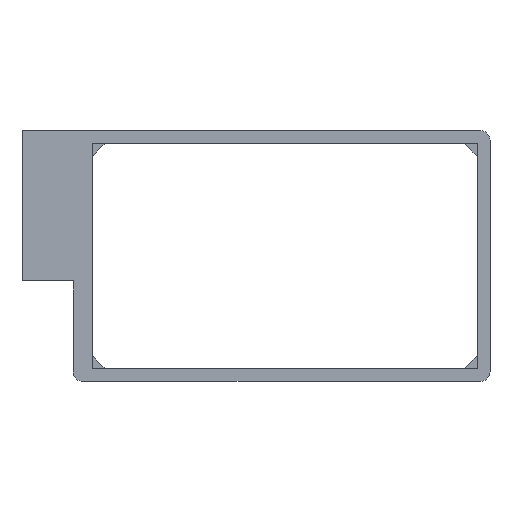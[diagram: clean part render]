
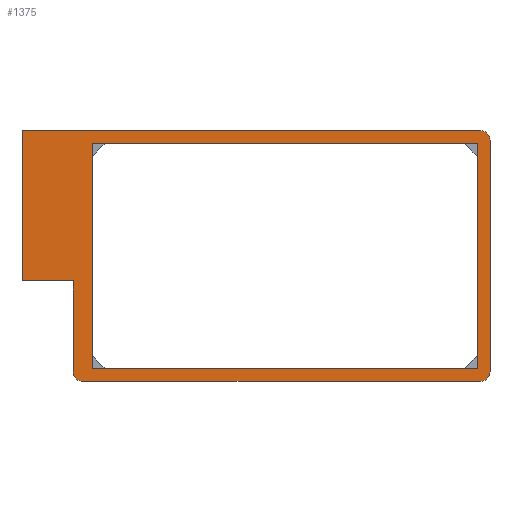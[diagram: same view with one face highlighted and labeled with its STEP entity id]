
A CAD part, top view. The second image highlights one B-rep face of the part: STEP entity #1375.
In plain terms, the highlighted planar face has unit normal (0, 0, 1).
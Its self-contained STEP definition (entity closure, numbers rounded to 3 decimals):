
#569 = EDGE_CURVE('',#570,#572,#574,.T.);
#570 = VERTEX_POINT('',#571);
#571 = CARTESIAN_POINT('',(5.,23.5,9.75));
#572 = VERTEX_POINT('',#573);
#573 = CARTESIAN_POINT('',(148.4,23.5,9.75));
#574 = LINE('',#575,#576);
#575 = CARTESIAN_POINT('',(21.,23.5,9.75));
#576 = VECTOR('',#577,1.);
#577 = DIRECTION('',(1.,0.,0.));
#602 = VERTEX_POINT('',#603);
#603 = CARTESIAN_POINT('',(151.4,20.5,9.75));
#609 = EDGE_CURVE('',#572,#602,#610,.T.);
#610 = CIRCLE('',#611,3.);
#611 = AXIS2_PLACEMENT_3D('',#612,#613,#614);
#612 = CARTESIAN_POINT('',(148.4,20.5,9.75));
#613 = DIRECTION('',(-0.,-0.,-1.));
#614 = DIRECTION('',(0.,-1.,0.));
#626 = VERTEX_POINT('',#627);
#627 = CARTESIAN_POINT('',(5.,-23.5,9.75));
#633 = EDGE_CURVE('',#626,#570,#634,.T.);
#634 = LINE('',#635,#636);
#635 = CARTESIAN_POINT('',(5.,-23.5,9.75));
#636 = VECTOR('',#637,1.);
#637 = DIRECTION('',(0.,1.,0.));
#660 = EDGE_CURVE('',#602,#661,#663,.T.);
#661 = VERTEX_POINT('',#662);
#662 = CARTESIAN_POINT('',(151.4,-51.9,9.75));
#663 = LINE('',#664,#665);
#664 = CARTESIAN_POINT('',(151.4,23.5,9.75));
#665 = VECTOR('',#666,1.);
#666 = DIRECTION('',(0.,-1.,0.));
#684 = VERTEX_POINT('',#685);
#685 = CARTESIAN_POINT('',(148.4,-54.9,9.75));
#691 = EDGE_CURVE('',#661,#684,#692,.T.);
#692 = CIRCLE('',#693,3.);
#693 = AXIS2_PLACEMENT_3D('',#694,#695,#696);
#694 = CARTESIAN_POINT('',(148.4,-51.9,9.75));
#695 = DIRECTION('',(-0.,-0.,-1.));
#696 = DIRECTION('',(0.,-1.,0.));
#709 = EDGE_CURVE('',#684,#710,#712,.T.);
#710 = VERTEX_POINT('',#711);
#711 = CARTESIAN_POINT('',(24.,-54.9,9.75));
#712 = LINE('',#713,#714);
#713 = CARTESIAN_POINT('',(151.4,-54.9,9.75));
#714 = VECTOR('',#715,1.);
#715 = DIRECTION('',(-1.,0.,0.));
#733 = VERTEX_POINT('',#734);
#734 = CARTESIAN_POINT('',(21.,-51.9,9.75));
#740 = EDGE_CURVE('',#710,#733,#741,.T.);
#741 = CIRCLE('',#742,3.);
#742 = AXIS2_PLACEMENT_3D('',#743,#744,#745);
#743 = CARTESIAN_POINT('',(24.,-51.9,9.75));
#744 = DIRECTION('',(-0.,-0.,-1.));
#745 = DIRECTION('',(0.,-1.,0.));
#758 = EDGE_CURVE('',#733,#759,#761,.T.);
#759 = VERTEX_POINT('',#760);
#760 = CARTESIAN_POINT('',(21.,-23.5,9.75));
#761 = LINE('',#762,#763);
#762 = CARTESIAN_POINT('',(21.,-54.9,9.75));
#763 = VECTOR('',#764,1.);
#764 = DIRECTION('',(0.,1.,0.));
#812 = EDGE_CURVE('',#759,#626,#813,.T.);
#813 = LINE('',#814,#815);
#814 = CARTESIAN_POINT('',(21.,-23.5,9.75));
#815 = VECTOR('',#816,1.);
#816 = DIRECTION('',(-1.,0.,0.));
#929 = VERTEX_POINT('',#930);
#930 = CARTESIAN_POINT('',(27.,-50.9,9.75));
#936 = EDGE_CURVE('',#929,#937,#939,.T.);
#937 = VERTEX_POINT('',#938);
#938 = CARTESIAN_POINT('',(27.,19.5,9.75));
#939 = LINE('',#940,#941);
#940 = CARTESIAN_POINT('',(27.,-50.9,9.75));
#941 = VECTOR('',#942,1.);
#942 = DIRECTION('',(0.,1.,0.));
#1032 = VERTEX_POINT('',#1033);
#1033 = CARTESIAN_POINT('',(147.4,-50.9,9.75));
#1039 = EDGE_CURVE('',#1032,#929,#1040,.T.);
#1040 = LINE('',#1041,#1042);
#1041 = CARTESIAN_POINT('',(147.4,-50.9,9.75));
#1042 = VECTOR('',#1043,1.);
#1043 = DIRECTION('',(-1.,0.,0.));
#1112 = VERTEX_POINT('',#1113);
#1113 = CARTESIAN_POINT('',(147.4,19.5,9.75));
#1119 = EDGE_CURVE('',#1112,#1032,#1120,.T.);
#1120 = LINE('',#1121,#1122);
#1121 = CARTESIAN_POINT('',(147.4,19.5,9.75));
#1122 = VECTOR('',#1123,1.);
#1123 = DIRECTION('',(0.,-1.,0.));
#1190 = EDGE_CURVE('',#937,#1112,#1191,.T.);
#1191 = LINE('',#1192,#1193);
#1192 = CARTESIAN_POINT('',(27.,19.5,9.75));
#1193 = VECTOR('',#1194,1.);
#1194 = DIRECTION('',(1.,0.,0.));
#1375 = ADVANCED_FACE('',(#1376,#1387),#1393,.T.);
#1376 = FACE_BOUND('',#1377,.T.);
#1377 = EDGE_LOOP('',(#1378,#1379,#1380,#1381,#1382,#1383,#1384,#1385,
    #1386));
#1378 = ORIENTED_EDGE('',*,*,#569,.F.);
#1379 = ORIENTED_EDGE('',*,*,#633,.F.);
#1380 = ORIENTED_EDGE('',*,*,#812,.F.);
#1381 = ORIENTED_EDGE('',*,*,#758,.F.);
#1382 = ORIENTED_EDGE('',*,*,#740,.F.);
#1383 = ORIENTED_EDGE('',*,*,#709,.F.);
#1384 = ORIENTED_EDGE('',*,*,#691,.F.);
#1385 = ORIENTED_EDGE('',*,*,#660,.F.);
#1386 = ORIENTED_EDGE('',*,*,#609,.F.);
#1387 = FACE_BOUND('',#1388,.T.);
#1388 = EDGE_LOOP('',(#1389,#1390,#1391,#1392));
#1389 = ORIENTED_EDGE('',*,*,#1190,.T.);
#1390 = ORIENTED_EDGE('',*,*,#1119,.T.);
#1391 = ORIENTED_EDGE('',*,*,#1039,.T.);
#1392 = ORIENTED_EDGE('',*,*,#936,.T.);
#1393 = PLANE('',#1394);
#1394 = AXIS2_PLACEMENT_3D('',#1395,#1396,#1397);
#1395 = CARTESIAN_POINT('',(82.936,-15.096,9.75));
#1396 = DIRECTION('',(0.,0.,1.));
#1397 = DIRECTION('',(1.,0.,0.));
